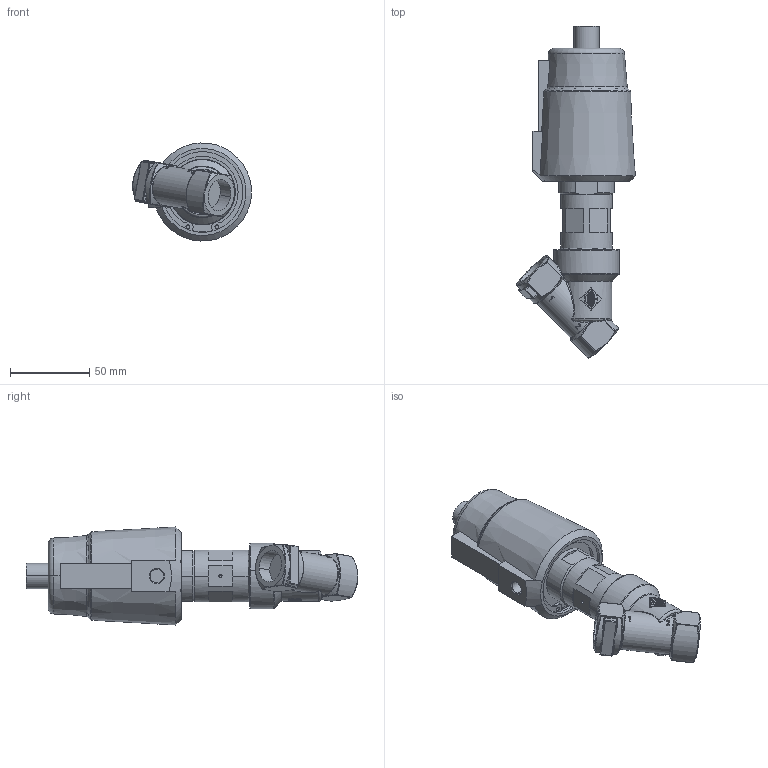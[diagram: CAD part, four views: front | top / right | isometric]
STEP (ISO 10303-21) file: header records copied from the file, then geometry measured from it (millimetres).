
FILE_DESCRIPTION((''),'2;1');
FILE_NAME('21IA4T15GP1_5_ING','2017-07-04T',('manzoniste'),('O.D.E.'),'CREO PARAMETRIC BY PTC INC, 2016130','CREO PARAMETRIC BY PTC INC, 2016130','');
FILE_SCHEMA(('CONFIG_CONTROL_DESIGN'));
Length unit declared in the file: millimetre
Products named in the file (1): 21IA4T15GP1_5_ING
Bounding box: 75 x 209.68 x 61.93 mm (x, y, z)
Volume: 297969.7 mm3; surface area: 46880.6 mm2
Topology: 1 solids, 6 shells, 590 faces, 1464 edges, 921 vertices
Faces by surface type: plane 331, cylinder 116, bspline 63, cone 39, torus 21, sphere 20
Entity records: 21824 total; most frequent: CARTESIAN_POINT 7686, ORIENTED_EDGE 2928, DIRECTION 2342, EDGE_CURVE 1464, VERTEX_POINT 921, AXIS2_PLACEMENT_3D 887, EDGE_LOOP 637, FACE_OUTER_BOUND 590
